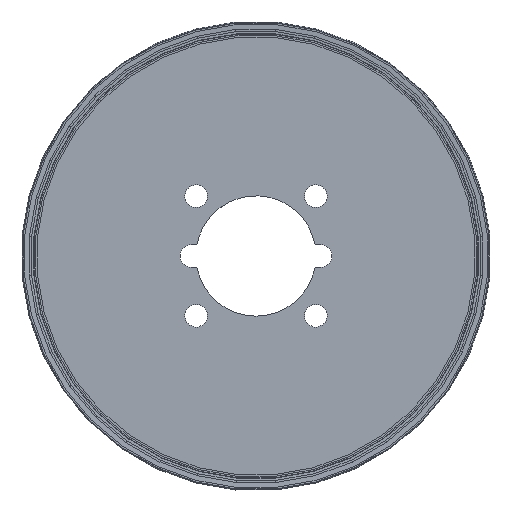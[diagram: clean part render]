
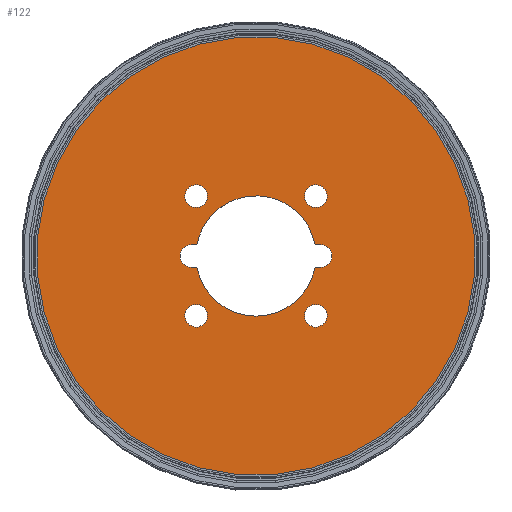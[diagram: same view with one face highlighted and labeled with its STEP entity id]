
A CAD part, top view. The second image highlights one B-rep face of the part: STEP entity #122.
In plain terms, the highlighted planar face has unit normal (0, 0, 1).
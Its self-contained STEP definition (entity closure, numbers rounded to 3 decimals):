
#122=ADVANCED_FACE('',(#225,#226,#227,#228,#229,#230),#166,.F.);
#166=PLANE('',#763);
#181=LINE('',#1084,#203);
#182=LINE('',#1088,#204);
#183=LINE('',#1089,#205);
#184=LINE('',#1093,#206);
#203=VECTOR('',#873,1.);
#204=VECTOR('',#876,1.);
#205=VECTOR('',#877,1.);
#206=VECTOR('',#880,1.);
#225=FACE_BOUND('',#313,.T.);
#226=FACE_BOUND('',#314,.T.);
#227=FACE_BOUND('',#315,.T.);
#228=FACE_BOUND('',#316,.T.);
#229=FACE_BOUND('',#317,.T.);
#230=FACE_BOUND('',#318,.T.);
#313=EDGE_LOOP('',(#423,#424,#425,#426,#427,#428,#429,#430,#431));
#314=EDGE_LOOP('',(#432));
#315=EDGE_LOOP('',(#433));
#316=EDGE_LOOP('',(#434));
#317=EDGE_LOOP('',(#435));
#318=EDGE_LOOP('',(#436));
#423=ORIENTED_EDGE('',*,*,#612,.T.);
#424=ORIENTED_EDGE('',*,*,#615,.F.);
#425=ORIENTED_EDGE('',*,*,#616,.T.);
#426=ORIENTED_EDGE('',*,*,#617,.T.);
#427=ORIENTED_EDGE('',*,*,#610,.T.);
#428=ORIENTED_EDGE('',*,*,#609,.T.);
#429=ORIENTED_EDGE('',*,*,#618,.T.);
#430=ORIENTED_EDGE('',*,*,#619,.T.);
#431=ORIENTED_EDGE('',*,*,#620,.T.);
#432=ORIENTED_EDGE('',*,*,#614,.F.);
#433=ORIENTED_EDGE('',*,*,#621,.T.);
#434=ORIENTED_EDGE('',*,*,#622,.T.);
#435=ORIENTED_EDGE('',*,*,#623,.T.);
#436=ORIENTED_EDGE('',*,*,#624,.T.);
#547=VERTEX_POINT('',#1068);
#548=VERTEX_POINT('',#1070);
#549=VERTEX_POINT('',#1072);
#550=VERTEX_POINT('',#1076);
#551=VERTEX_POINT('',#1078);
#552=VERTEX_POINT('',#1082);
#553=VERTEX_POINT('',#1085);
#554=VERTEX_POINT('',#1087);
#555=VERTEX_POINT('',#1090);
#556=VERTEX_POINT('',#1092);
#557=VERTEX_POINT('',#1095);
#558=VERTEX_POINT('',#1097);
#559=VERTEX_POINT('',#1099);
#560=VERTEX_POINT('',#1101);
#609=EDGE_CURVE('',#549,#548,#671,.T.);
#610=EDGE_CURVE('',#547,#549,#672,.T.);
#612=EDGE_CURVE('',#551,#550,#673,.T.);
#614=EDGE_CURVE('',#552,#552,#674,.T.);
#615=EDGE_CURVE('',#553,#550,#181,.T.);
#616=EDGE_CURVE('',#553,#554,#675,.T.);
#617=EDGE_CURVE('',#554,#547,#182,.T.);
#618=EDGE_CURVE('',#548,#555,#183,.T.);
#619=EDGE_CURVE('',#555,#556,#676,.T.);
#620=EDGE_CURVE('',#556,#551,#184,.T.);
#621=EDGE_CURVE('',#557,#557,#677,.T.);
#622=EDGE_CURVE('',#558,#558,#678,.T.);
#623=EDGE_CURVE('',#559,#559,#679,.T.);
#624=EDGE_CURVE('',#560,#560,#680,.T.);
#671=CIRCLE('',#750,16.006);
#672=CIRCLE('',#751,16.006);
#673=CIRCLE('',#753,16.006);
#674=CIRCLE('',#755,61.9);
#675=CIRCLE('',#757,3.);
#676=CIRCLE('',#758,3.);
#677=CIRCLE('',#759,3.);
#678=CIRCLE('',#760,3.);
#679=CIRCLE('',#761,3.);
#680=CIRCLE('',#762,3.);
#750=AXIS2_PLACEMENT_3D('',#1071,#857,#858);
#751=AXIS2_PLACEMENT_3D('',#1073,#859,#860);
#753=AXIS2_PLACEMENT_3D('',#1077,#864,#865);
#755=AXIS2_PLACEMENT_3D('',#1081,#869,#870);
#757=AXIS2_PLACEMENT_3D('',#1086,#874,#875);
#758=AXIS2_PLACEMENT_3D('',#1091,#878,#879);
#759=AXIS2_PLACEMENT_3D('',#1094,#881,#882);
#760=AXIS2_PLACEMENT_3D('',#1096,#883,#884);
#761=AXIS2_PLACEMENT_3D('',#1098,#885,#886);
#762=AXIS2_PLACEMENT_3D('',#1100,#887,#888);
#763=AXIS2_PLACEMENT_3D('',#1102,#889,#890);
#857=DIRECTION('',(0.,0.,-1.));
#858=DIRECTION('',(-0.707,0.707,0.));
#859=DIRECTION('',(0.,0.,-1.));
#860=DIRECTION('',(-0.707,0.707,0.));
#864=DIRECTION('',(0.,0.,-1.));
#865=DIRECTION('',(-0.707,0.707,0.));
#869=DIRECTION('',(0.,0.,-1.));
#870=DIRECTION('',(0.707,0.707,0.));
#873=DIRECTION('',(1.,0.,0.));
#874=DIRECTION('',(0.,0.,-1.));
#875=DIRECTION('',(-0.707,0.707,0.));
#876=DIRECTION('',(1.,0.,0.));
#877=DIRECTION('',(1.,0.,0.));
#878=DIRECTION('',(0.,0.,-1.));
#879=DIRECTION('',(0.707,-0.707,0.));
#880=DIRECTION('',(-1.,0.,0.));
#881=DIRECTION('',(0.,0.,-1.));
#882=DIRECTION('',(-0.707,0.707,0.));
#883=DIRECTION('',(0.,0.,-1.));
#884=DIRECTION('',(-0.707,0.707,0.));
#885=DIRECTION('',(0.,0.,-1.));
#886=DIRECTION('',(-0.707,0.707,0.));
#887=DIRECTION('',(0.,0.,-1.));
#888=DIRECTION('',(-0.707,0.707,0.));
#889=DIRECTION('',(0.,0.,-1.));
#890=DIRECTION('',(-0.707,0.707,0.));
#1068=CARTESIAN_POINT('',(-15.723,3.,0.));
#1070=CARTESIAN_POINT('',(15.723,3.,0.));
#1071=CARTESIAN_POINT('',(0.,0.,0.));
#1072=CARTESIAN_POINT('',(-11.318,11.318,0.));
#1073=CARTESIAN_POINT('',(0.,0.,0.));
#1076=CARTESIAN_POINT('',(-15.723,-3.,0.));
#1077=CARTESIAN_POINT('',(0.,0.,0.));
#1078=CARTESIAN_POINT('',(15.723,-3.,0.));
#1081=CARTESIAN_POINT('',(0.,0.,0.));
#1082=CARTESIAN_POINT('',(43.77,43.77,0.));
#1084=CARTESIAN_POINT('',(-15.723,-3.,0.));
#1085=CARTESIAN_POINT('',(-17.223,-3.,0.));
#1086=CARTESIAN_POINT('',(-17.223,0.,0.));
#1087=CARTESIAN_POINT('',(-17.223,3.,0.));
#1088=CARTESIAN_POINT('',(-17.223,3.,0.));
#1089=CARTESIAN_POINT('',(15.723,3.,0.));
#1090=CARTESIAN_POINT('',(17.223,3.,0.));
#1091=CARTESIAN_POINT('',(17.223,0.,0.));
#1092=CARTESIAN_POINT('',(17.223,-3.,0.));
#1093=CARTESIAN_POINT('',(17.223,-3.,0.));
#1094=CARTESIAN_POINT('',(15.91,-15.91,0.));
#1095=CARTESIAN_POINT('',(13.789,-13.789,0.));
#1096=CARTESIAN_POINT('',(15.91,15.91,0.));
#1097=CARTESIAN_POINT('',(13.789,18.031,0.));
#1098=CARTESIAN_POINT('',(-15.91,15.91,0.));
#1099=CARTESIAN_POINT('',(-18.031,18.031,0.));
#1100=CARTESIAN_POINT('',(-15.91,-15.91,0.));
#1101=CARTESIAN_POINT('',(-18.031,-13.789,0.));
#1102=CARTESIAN_POINT('',(0.,0.,0.));
